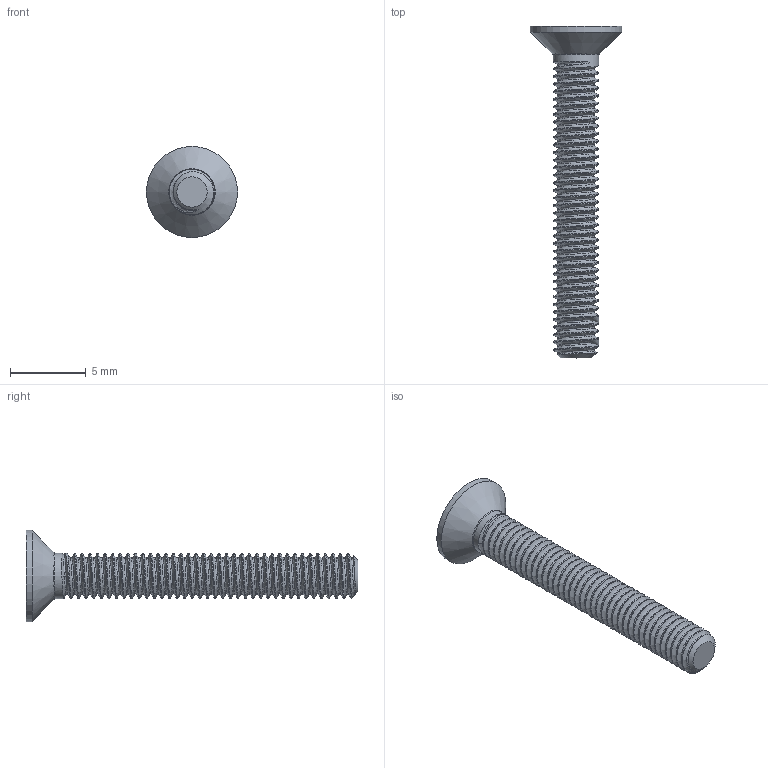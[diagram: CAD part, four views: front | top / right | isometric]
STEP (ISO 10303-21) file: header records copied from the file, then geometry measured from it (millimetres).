
FILE_DESCRIPTION(/* description */ (''),/* implementation_level */ '2;1');
FILE_NAME(/* name */ 'DIN_EN_ISO_10642_M3x20.ipt.stp',/* time_stamp */ '2019-02-24T10:47:16+01:00',/* author */ ('Jakob'),/* organization */ (''),/* preprocessor_version */ 'ST-DEVELOPER v17',/* originating_system */ 'Autodesk Inventor 2019',/* authorisation */ '');
FILE_SCHEMA (('AUTOMOTIVE_DESIGN { 1 0 10303 214 3 1 1 }'));
Length unit declared in the file: millimetre
Products named in the file (1): DIN_EN_ISO_10642_M3x20
Bounding box: 6 x 21.86 x 6 mm (x, y, z)
Volume: 151.9 mm3; surface area: 365.4 mm2
Topology: 1 solids, 1 shells, 65 faces, 174 edges, 111 vertices
Faces by surface type: cylinder 41, cone 10, plane 8, bspline 5, torus 1
Full cylindrical faces by diameter (mm): 3 x39, 6 x1
Entity records: 7604 total; most frequent: CARTESIAN_POINT 6090, ORIENTED_EDGE 346, DIRECTION 218, EDGE_CURVE 173, VERTEX_POINT 111, B_SPLINE_CURVE_WITH_KNOTS 87, AXIS2_PLACEMENT_3D 83, EDGE_LOOP 66
